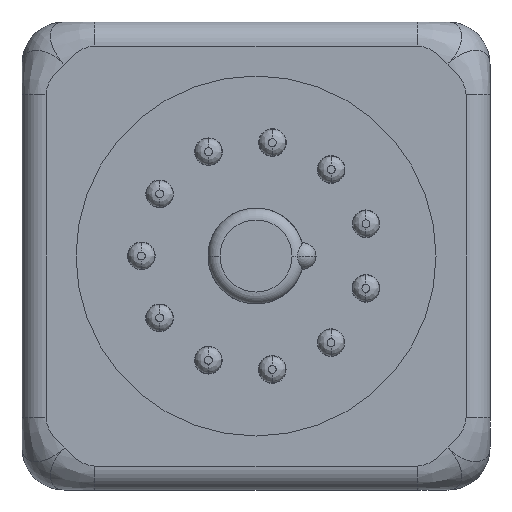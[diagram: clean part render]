
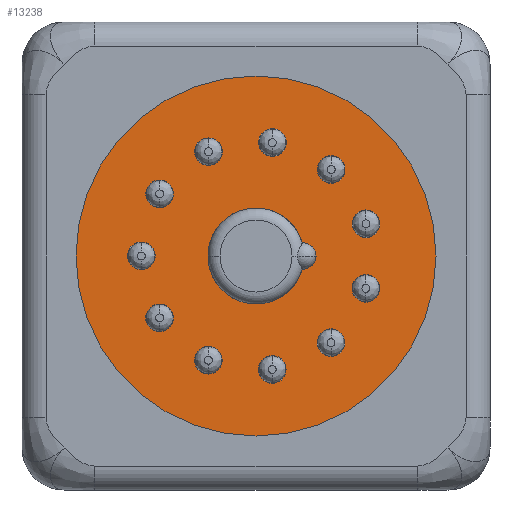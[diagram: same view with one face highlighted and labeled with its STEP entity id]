
A CAD part, front view. The second image highlights one B-rep face of the part: STEP entity #13238.
In plain terms, the highlighted planar face has unit normal (0, -1, 0).
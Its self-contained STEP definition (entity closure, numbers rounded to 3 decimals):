
#751=CARTESIAN_POINT('',(0.,-2.,19.5));
#752=DIRECTION('',(0.,1.,0.));
#753=DIRECTION('',(0.,0.,1.));
#754=AXIS2_PLACEMENT_3D('',#751,#752,#753);
#756=CARTESIAN_POINT('',(0.,-2.,19.5));
#757=DIRECTION('',(0.,1.,0.));
#758=DIRECTION('',(0.,0.,-1.));
#759=AXIS2_PLACEMENT_3D('',#756,#757,#758);
#761=CARTESIAN_POINT('',(-8.035,-2.,14.338));
#762=DIRECTION('',(0.,-1.,0.));
#763=DIRECTION('',(0.,0.,-1.));
#764=AXIS2_PLACEMENT_3D('',#761,#762,#763);
#766=CARTESIAN_POINT('',(-8.035,-2.,14.338));
#767=DIRECTION('',(0.,-1.,0.));
#768=DIRECTION('',(0.,0.,1.));
#769=AXIS2_PLACEMENT_3D('',#766,#767,#768);
#771=CARTESIAN_POINT('',(-3.969,-2.,10.814));
#772=DIRECTION('',(0.,-1.,0.));
#773=DIRECTION('',(0.,0.,-1.));
#774=AXIS2_PLACEMENT_3D('',#771,#772,#773);
#776=CARTESIAN_POINT('',(-3.969,-2.,10.814));
#777=DIRECTION('',(0.,-1.,0.));
#778=DIRECTION('',(0.,0.,1.));
#779=AXIS2_PLACEMENT_3D('',#776,#777,#778);
#781=CARTESIAN_POINT('',(1.356,-2.,10.047));
#782=DIRECTION('',(0.,-1.,0.));
#783=DIRECTION('',(0.,0.,-1.));
#784=AXIS2_PLACEMENT_3D('',#781,#782,#783);
#786=CARTESIAN_POINT('',(1.356,-2.,10.047));
#787=DIRECTION('',(0.,-1.,0.));
#788=DIRECTION('',(0.,0.,1.));
#789=AXIS2_PLACEMENT_3D('',#786,#787,#788);
#791=CARTESIAN_POINT('',(6.25,-2.,12.279));
#792=DIRECTION('',(0.,-1.,0.));
#793=DIRECTION('',(0.,0.,-1.));
#794=AXIS2_PLACEMENT_3D('',#791,#792,#793);
#796=CARTESIAN_POINT('',(6.25,-2.,12.279));
#797=DIRECTION('',(0.,-1.,0.));
#798=DIRECTION('',(0.,0.,1.));
#799=AXIS2_PLACEMENT_3D('',#796,#797,#798);
#801=CARTESIAN_POINT('',(9.161,-2.,16.804));
#802=DIRECTION('',(0.,-1.,0.));
#803=DIRECTION('',(0.,0.,-1.));
#804=AXIS2_PLACEMENT_3D('',#801,#802,#803);
#806=CARTESIAN_POINT('',(9.161,-2.,16.804));
#807=DIRECTION('',(0.,-1.,0.));
#808=DIRECTION('',(0.,0.,1.));
#809=AXIS2_PLACEMENT_3D('',#806,#807,#808);
#811=CARTESIAN_POINT('',(9.165,-2.,22.184));
#812=DIRECTION('',(0.,-1.,0.));
#813=DIRECTION('',(0.,0.,-1.));
#814=AXIS2_PLACEMENT_3D('',#811,#812,#813);
#816=CARTESIAN_POINT('',(9.165,-2.,22.184));
#817=DIRECTION('',(0.,-1.,0.));
#818=DIRECTION('',(0.,0.,1.));
#819=AXIS2_PLACEMENT_3D('',#816,#817,#818);
#821=CARTESIAN_POINT('',(6.26,-2.,26.712));
#822=DIRECTION('',(0.,-1.,0.));
#823=DIRECTION('',(0.,0.,-1.));
#824=AXIS2_PLACEMENT_3D('',#821,#822,#823);
#826=CARTESIAN_POINT('',(6.26,-2.,26.712));
#827=DIRECTION('',(0.,-1.,0.));
#828=DIRECTION('',(0.,0.,1.));
#829=AXIS2_PLACEMENT_3D('',#826,#827,#828);
#831=CARTESIAN_POINT('',(1.369,-2.,28.951));
#832=DIRECTION('',(0.,-1.,0.));
#833=DIRECTION('',(0.,0.,-1.));
#834=AXIS2_PLACEMENT_3D('',#831,#832,#833);
#836=CARTESIAN_POINT('',(1.369,-2.,28.951));
#837=DIRECTION('',(0.,-1.,0.));
#838=DIRECTION('',(0.,0.,1.));
#839=AXIS2_PLACEMENT_3D('',#836,#837,#838);
#841=CARTESIAN_POINT('',(-3.957,-2.,28.192));
#842=DIRECTION('',(0.,-1.,0.));
#843=DIRECTION('',(0.,0.,-1.));
#844=AXIS2_PLACEMENT_3D('',#841,#842,#843);
#846=CARTESIAN_POINT('',(-3.957,-2.,28.192));
#847=DIRECTION('',(0.,-1.,0.));
#848=DIRECTION('',(0.,0.,1.));
#849=AXIS2_PLACEMENT_3D('',#846,#847,#848);
#851=CARTESIAN_POINT('',(-8.027,-2.,24.673));
#852=DIRECTION('',(0.,-1.,0.));
#853=DIRECTION('',(0.,0.,-1.));
#854=AXIS2_PLACEMENT_3D('',#851,#852,#853);
#856=CARTESIAN_POINT('',(-8.027,-2.,24.673));
#857=DIRECTION('',(0.,-1.,0.));
#858=DIRECTION('',(0.,0.,1.));
#859=AXIS2_PLACEMENT_3D('',#856,#857,#858);
#861=CARTESIAN_POINT('',(-9.55,-2.,19.513));
#862=DIRECTION('',(0.,-1.,0.));
#863=DIRECTION('',(0.,0.,-1.));
#864=AXIS2_PLACEMENT_3D('',#861,#862,#863);
#866=CARTESIAN_POINT('',(-9.55,-2.,19.513));
#867=DIRECTION('',(0.,-1.,0.));
#868=DIRECTION('',(0.,0.,1.));
#869=AXIS2_PLACEMENT_3D('',#866,#867,#868);
#9664=CARTESIAN_POINT('',(0.,-2.,19.5));
#9665=DIRECTION('',(0.,-1.,0.));
#9666=DIRECTION('',(0.962,0.,0.275));
#9667=AXIS2_PLACEMENT_3D('',#9664,#9665,#9666);
#9691=CARTESIAN_POINT('',(3.9,-2.,19.5));
#9692=DIRECTION('',(0.,-1.,0.));
#9693=DIRECTION('',(-0.049,0.,-0.999));
#9694=AXIS2_PLACEMENT_3D('',#9691,#9692,#9693);
#10081=CARTESIAN_POINT('',(0.,-2.,34.5));
#10082=CARTESIAN_POINT('',(0.,-2.,4.5));
#10083=VERTEX_POINT('',#10081);
#10084=VERTEX_POINT('',#10082);
#10085=CARTESIAN_POINT('',(-8.035,-2.,13.188));
#10086=CARTESIAN_POINT('',(-8.035,-2.,15.488));
#10087=VERTEX_POINT('',#10085);
#10088=VERTEX_POINT('',#10086);
#10093=CARTESIAN_POINT('',(-3.969,-2.,9.664));
#10094=CARTESIAN_POINT('',(-3.969,-2.,11.964));
#10095=VERTEX_POINT('',#10093);
#10096=VERTEX_POINT('',#10094);
#10101=CARTESIAN_POINT('',(1.356,-2.,8.897));
#10102=CARTESIAN_POINT('',(1.356,-2.,11.197));
#10103=VERTEX_POINT('',#10101);
#10104=VERTEX_POINT('',#10102);
#10109=CARTESIAN_POINT('',(6.25,-2.,11.129));
#10110=CARTESIAN_POINT('',(6.25,-2.,13.429));
#10111=VERTEX_POINT('',#10109);
#10112=VERTEX_POINT('',#10110);
#10117=CARTESIAN_POINT('',(9.161,-2.,15.654));
#10118=CARTESIAN_POINT('',(9.161,-2.,17.954));
#10119=VERTEX_POINT('',#10117);
#10120=VERTEX_POINT('',#10118);
#10125=CARTESIAN_POINT('',(9.165,-2.,21.034));
#10126=CARTESIAN_POINT('',(9.165,-2.,23.334));
#10127=VERTEX_POINT('',#10125);
#10128=VERTEX_POINT('',#10126);
#10133=CARTESIAN_POINT('',(6.26,-2.,25.562));
#10134=CARTESIAN_POINT('',(6.26,-2.,27.862));
#10135=VERTEX_POINT('',#10133);
#10136=VERTEX_POINT('',#10134);
#10141=CARTESIAN_POINT('',(1.369,-2.,27.801));
#10142=CARTESIAN_POINT('',(1.369,-2.,30.101));
#10143=VERTEX_POINT('',#10141);
#10144=VERTEX_POINT('',#10142);
#10149=CARTESIAN_POINT('',(-3.957,-2.,27.042));
#10150=CARTESIAN_POINT('',(-3.957,-2.,29.342));
#10151=VERTEX_POINT('',#10149);
#10152=VERTEX_POINT('',#10150);
#10157=CARTESIAN_POINT('',(-8.027,-2.,23.523));
#10158=CARTESIAN_POINT('',(-8.027,-2.,25.823));
#10159=VERTEX_POINT('',#10157);
#10160=VERTEX_POINT('',#10158);
#10165=CARTESIAN_POINT('',(-9.55,-2.,18.363));
#10166=CARTESIAN_POINT('',(-9.55,-2.,20.663));
#10167=VERTEX_POINT('',#10165);
#10168=VERTEX_POINT('',#10166);
#10177=CARTESIAN_POINT('',(3.846,-2.,20.599));
#10178=CARTESIAN_POINT('',(3.846,-2.,18.401));
#10179=VERTEX_POINT('',#10177);
#10180=VERTEX_POINT('',#10178);
#13156=CARTESIAN_POINT('',(0.,-2.,19.5));
#13157=DIRECTION('',(0.,1.,0.));
#13158=DIRECTION('',(0.,0.,1.));
#13159=AXIS2_PLACEMENT_3D('',#13156,#13157,#13158);
#13160=PLANE('',#13159);
#13162=ORIENTED_EDGE('',*,*,#13161,.T.);
#13164=ORIENTED_EDGE('',*,*,#13163,.T.);
#13165=EDGE_LOOP('',(#13162,#13164));
#13166=FACE_OUTER_BOUND('',#13165,.F.);
#13168=ORIENTED_EDGE('',*,*,#13167,.T.);
#13170=ORIENTED_EDGE('',*,*,#13169,.T.);
#13171=EDGE_LOOP('',(#13168,#13170));
#13172=FACE_BOUND('',#13171,.F.);
#13174=ORIENTED_EDGE('',*,*,#13173,.T.);
#13176=ORIENTED_EDGE('',*,*,#13175,.T.);
#13177=EDGE_LOOP('',(#13174,#13176));
#13178=FACE_BOUND('',#13177,.F.);
#13180=ORIENTED_EDGE('',*,*,#13179,.T.);
#13182=ORIENTED_EDGE('',*,*,#13181,.T.);
#13183=EDGE_LOOP('',(#13180,#13182));
#13184=FACE_BOUND('',#13183,.F.);
#13186=ORIENTED_EDGE('',*,*,#13185,.T.);
#13188=ORIENTED_EDGE('',*,*,#13187,.T.);
#13189=EDGE_LOOP('',(#13186,#13188));
#13190=FACE_BOUND('',#13189,.F.);
#13192=ORIENTED_EDGE('',*,*,#13191,.T.);
#13194=ORIENTED_EDGE('',*,*,#13193,.T.);
#13195=EDGE_LOOP('',(#13192,#13194));
#13196=FACE_BOUND('',#13195,.F.);
#13198=ORIENTED_EDGE('',*,*,#13197,.T.);
#13200=ORIENTED_EDGE('',*,*,#13199,.T.);
#13201=EDGE_LOOP('',(#13198,#13200));
#13202=FACE_BOUND('',#13201,.F.);
#13204=ORIENTED_EDGE('',*,*,#13203,.T.);
#13206=ORIENTED_EDGE('',*,*,#13205,.T.);
#13207=EDGE_LOOP('',(#13204,#13206));
#13208=FACE_BOUND('',#13207,.F.);
#13210=ORIENTED_EDGE('',*,*,#13209,.T.);
#13212=ORIENTED_EDGE('',*,*,#13211,.T.);
#13213=EDGE_LOOP('',(#13210,#13212));
#13214=FACE_BOUND('',#13213,.F.);
#13216=ORIENTED_EDGE('',*,*,#13215,.T.);
#13218=ORIENTED_EDGE('',*,*,#13217,.T.);
#13219=EDGE_LOOP('',(#13216,#13218));
#13220=FACE_BOUND('',#13219,.F.);
#13222=ORIENTED_EDGE('',*,*,#13221,.T.);
#13224=ORIENTED_EDGE('',*,*,#13223,.T.);
#13225=EDGE_LOOP('',(#13222,#13224));
#13226=FACE_BOUND('',#13225,.F.);
#13227=ORIENTED_EDGE('',*,*,#13146,.T.);
#13229=ORIENTED_EDGE('',*,*,#13228,.T.);
#13230=EDGE_LOOP('',(#13227,#13229));
#13231=FACE_BOUND('',#13230,.F.);
#13233=ORIENTED_EDGE('',*,*,#13232,.T.);
#13235=ORIENTED_EDGE('',*,*,#13234,.T.);
#13236=EDGE_LOOP('',(#13233,#13235));
#13237=FACE_BOUND('',#13236,.F.);
#13238=ADVANCED_FACE('',(#13166,#13172,#13178,#13184,#13190,#13196,#13202,
#13208,#13214,#13220,#13226,#13231,#13237),#13160,.F.);
#755=CIRCLE('',#754,15.);
#760=CIRCLE('',#759,15.);
#765=CIRCLE('',#764,1.15);
#770=CIRCLE('',#769,1.15);
#775=CIRCLE('',#774,1.15);
#780=CIRCLE('',#779,1.15);
#785=CIRCLE('',#784,1.15);
#790=CIRCLE('',#789,1.15);
#795=CIRCLE('',#794,1.15);
#800=CIRCLE('',#799,1.15);
#805=CIRCLE('',#804,1.15);
#810=CIRCLE('',#809,1.15);
#815=CIRCLE('',#814,1.15);
#820=CIRCLE('',#819,1.15);
#825=CIRCLE('',#824,1.15);
#830=CIRCLE('',#829,1.15);
#835=CIRCLE('',#834,1.15);
#840=CIRCLE('',#839,1.15);
#845=CIRCLE('',#844,1.15);
#850=CIRCLE('',#849,1.15);
#855=CIRCLE('',#854,1.15);
#860=CIRCLE('',#859,1.15);
#865=CIRCLE('',#864,1.15);
#870=CIRCLE('',#869,1.15);
#9668=CIRCLE('',#9667,4.);
#9695=CIRCLE('',#9694,1.1);
#13146=EDGE_CURVE('',#10167,#10168,#865,.T.);
#13161=EDGE_CURVE('',#10083,#10084,#755,.T.);
#13163=EDGE_CURVE('',#10084,#10083,#760,.T.);
#13167=EDGE_CURVE('',#10087,#10088,#765,.T.);
#13169=EDGE_CURVE('',#10088,#10087,#770,.T.);
#13173=EDGE_CURVE('',#10095,#10096,#775,.T.);
#13175=EDGE_CURVE('',#10096,#10095,#780,.T.);
#13179=EDGE_CURVE('',#10103,#10104,#785,.T.);
#13181=EDGE_CURVE('',#10104,#10103,#790,.T.);
#13185=EDGE_CURVE('',#10111,#10112,#795,.T.);
#13187=EDGE_CURVE('',#10112,#10111,#800,.T.);
#13191=EDGE_CURVE('',#10119,#10120,#805,.T.);
#13193=EDGE_CURVE('',#10120,#10119,#810,.T.);
#13197=EDGE_CURVE('',#10127,#10128,#815,.T.);
#13199=EDGE_CURVE('',#10128,#10127,#820,.T.);
#13203=EDGE_CURVE('',#10135,#10136,#825,.T.);
#13205=EDGE_CURVE('',#10136,#10135,#830,.T.);
#13209=EDGE_CURVE('',#10143,#10144,#835,.T.);
#13211=EDGE_CURVE('',#10144,#10143,#840,.T.);
#13215=EDGE_CURVE('',#10151,#10152,#845,.T.);
#13217=EDGE_CURVE('',#10152,#10151,#850,.T.);
#13221=EDGE_CURVE('',#10159,#10160,#855,.T.);
#13223=EDGE_CURVE('',#10160,#10159,#860,.T.);
#13228=EDGE_CURVE('',#10168,#10167,#870,.T.);
#13232=EDGE_CURVE('',#10179,#10180,#9668,.T.);
#13234=EDGE_CURVE('',#10180,#10179,#9695,.T.);
